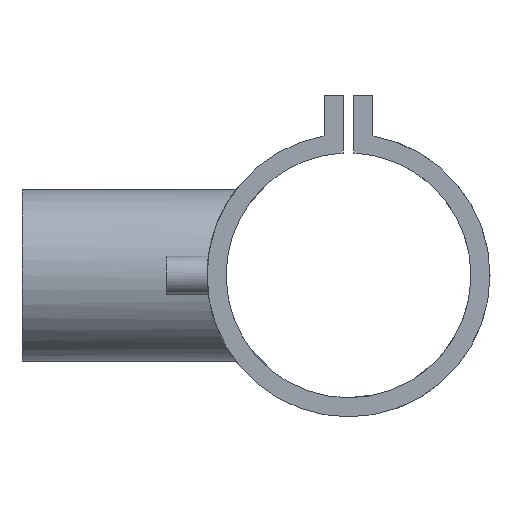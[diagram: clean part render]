
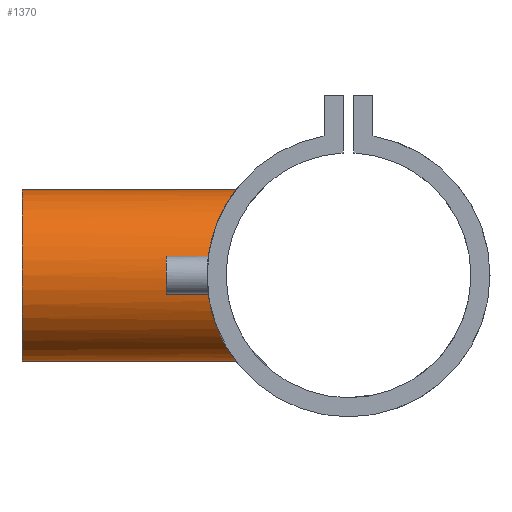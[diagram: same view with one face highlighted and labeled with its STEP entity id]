
A CAD part, left-side view. The second image highlights one B-rep face of the part: STEP entity #1370.
In plain terms, the highlighted cylindrical face has radius 31.5 mm (diameter 63 mm), a partial arc.
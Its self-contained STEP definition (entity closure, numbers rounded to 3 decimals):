
#2 = CARTESIAN_POINT ( 'NONE',  ( -28.218, 50.076, -14.151 ) ) ;
#4 = EDGE_CURVE ( 'NONE', #1707, #292, #312, .T. ) ;
#13 = CARTESIAN_POINT ( 'NONE',  ( -8.342, 42.203, -30.38 ) ) ;
#24 = CARTESIAN_POINT ( 'NONE',  ( -28.196, 50.063, 14.194 ) ) ;
#57 = AXIS2_PLACEMENT_3D ( 'NONE', #1556, #214, #620 ) ;
#83 = CARTESIAN_POINT ( 'NONE',  ( -15.87, 44.305, 27.229 ) ) ;
#95 = CARTESIAN_POINT ( 'NONE',  ( -22.939, 47.303, 21.612 ) ) ;
#113 = CARTESIAN_POINT ( 'NONE',  ( 0., 41.373, 31.5 ) ) ;
#120 = VECTOR ( 'NONE', #1377, 1000. ) ;
#123 = CARTESIAN_POINT ( 'NONE',  ( -24.901, 48.288, 19.299 ) ) ;
#132 = CARTESIAN_POINT ( 'NONE',  ( -29.941, 51.071, -9.8 ) ) ;
#150 = CARTESIAN_POINT ( 'NONE',  ( -5.275, 41.696, -31.073 ) ) ;
#161 = CARTESIAN_POINT ( 'NONE',  ( -14.132, 43.683, -28.226 ) ) ;
#169 = CARTESIAN_POINT ( 'NONE',  ( -29.401, 50.755, 11.354 ) ) ;
#177 = CARTESIAN_POINT ( 'NONE',  ( 0., 120., 31.5 ) ) ;
#189 = ORIENTED_EDGE ( 'NONE', *, *, #1437, .F. ) ;
#214 = DIRECTION ( 'NONE',  ( 0., 1., 0. ) ) ;
#258 = CARTESIAN_POINT ( 'NONE',  ( -25.511, 48.605, 18.486 ) ) ;
#270 = CARTESIAN_POINT ( 'NONE',  ( -29.76, 50.964, 10.378 ) ) ;
#280 = CARTESIAN_POINT ( 'NONE',  ( -31.501, 52.001, -0.472 ) ) ;
#289 = CARTESIAN_POINT ( 'NONE',  ( 0., 41.373, -31.5 ) ) ;
#292 = VERTEX_POINT ( 'NONE', #447 ) ;
#301 = CARTESIAN_POINT ( 'NONE',  ( -30.387, 51.333, 8.365 ) ) ;
#312 = LINE ( 'NONE', #342, #120 ) ;
#313 = CARTESIAN_POINT ( 'NONE',  ( -18.415, 45.28, -25.576 ) ) ;
#331 = ORIENTED_EDGE ( 'NONE', *, *, #888, .T. ) ;
#342 = CARTESIAN_POINT ( 'NONE',  ( 0., 0., -31.5 ) ) ;
#352 = CARTESIAN_POINT ( 'NONE',  ( 0., 0., 31.5 ) ) ;
#409 = CARTESIAN_POINT ( 'NONE',  ( -20.788, 46.297, -23.688 ) ) ;
#424 = CARTESIAN_POINT ( 'NONE',  ( -29.415, 50.764, -11.283 ) ) ;
#443 = CARTESIAN_POINT ( 'NONE',  ( -29.224, 50.654, -11.767 ) ) ;
#447 = CARTESIAN_POINT ( 'NONE',  ( 0., 120., -31.5 ) ) ;
#451 = CARTESIAN_POINT ( 'NONE',  ( -15.902, 44.297, -27.266 ) ) ;
#499 = ORIENTED_EDGE ( 'NONE', *, *, #1542, .F. ) ;
#522 = CARTESIAN_POINT ( 'NONE',  ( -27.224, 49.517, 15.975 ) ) ;
#532 = CYLINDRICAL_SURFACE ( 'NONE', #57, 31.5 ) ;
#541 = CARTESIAN_POINT ( 'NONE',  ( -11.283, 42.875, 29.428 ) ) ;
#562 = CARTESIAN_POINT ( 'NONE',  ( -24.591, 48.129, -19.692 ) ) ;
#585 = CARTESIAN_POINT ( 'NONE',  ( -10.346, 42.636, -29.771 ) ) ;
#593 = CARTESIAN_POINT ( 'NONE',  ( -22.95, 47.308, -21.6 ) ) ;
#620 = DIRECTION ( 'NONE',  ( 0., 0., 1. ) ) ;
#709 = CARTESIAN_POINT ( 'NONE',  ( -25.811, 48.764, -18.064 ) ) ;
#717 = CARTESIAN_POINT ( 'NONE',  ( -31.488, 51.993, -1.008 ) ) ;
#729 = CARTESIAN_POINT ( 'NONE',  ( -4.236, 41.576, -31.232 ) ) ;
#738 = CARTESIAN_POINT ( 'NONE',  ( -11.313, 42.883, -29.416 ) ) ;
#747 = CARTESIAN_POINT ( 'NONE',  ( -30.665, 51.498, -7.28 ) ) ;
#765 = VERTEX_POINT ( 'NONE', #177 ) ;
#813 = FACE_OUTER_BOUND ( 'NONE', #1659, .T. ) ;
#848 = CARTESIAN_POINT ( 'NONE',  ( -30.406, 51.344, -8.296 ) ) ;
#856 = CARTESIAN_POINT ( 'NONE',  ( -24.904, 48.29, -19.294 ) ) ;
#876 = CARTESIAN_POINT ( 'NONE',  ( -27.242, 49.527, -15.947 ) ) ;
#884 = CARTESIAN_POINT ( 'NONE',  ( -0.536, 41.373, -31.5 ) ) ;
#888 = EDGE_CURVE ( 'NONE', #1527, #765, #1790, .T. ) ;
#927 = DIRECTION ( 'NONE',  ( 0., 1., 0. ) ) ;
#940 = CARTESIAN_POINT ( 'NONE',  ( -2.142, 41.373, 31.5 ) ) ;
#970 = B_SPLINE_CURVE_WITH_KNOTS ( 'NONE', 3,
 ( #971, #940, #1258, #1267, #1841, #1522, #541, #1671, #1534, #83, #1404, #1395, #1562, #95, #1251, #1422, #123, #258, #1825, #522, #24, #169, #270, #301, #1711, #1150, #1015, #280, #717, #1736, #1717, #1161, #1297, #747, #848, #132, #1600, #424, #443, #2, #876, #709, #1462, #856, #562, #1327, #593, #1029, #409, #1441, #313, #451, #161, #738, #585, #1320, #13, #996, #1172, #150, #729, #985, #1749, #1614, #884, #289 ),
 .UNSPECIFIED., .F., .F.,
 ( 4, 2, 2, 2, 2, 2, 2, 2, 2, 2, 2, 2, 2, 2, 2, 2, 2, 2, 2, 2, 2, 2, 2, 2, 2, 2, 2, 2, 2, 2, 2, 2, 4 ),
 ( 0., 0.006, 0.009, 0.013, 0.016, 0.019, 0.025, 0.028, 0.03, 0.032, 0.038, 0.041, 0.044, 0.051, 0.052, 0.054, 0.057, 0.06, 0.062, 0.063, 0.069, 0.071, 0.073, 0.076, 0.079, 0.082, 0.088, 0.092, 0.093, 0.095, 0.098, 0.099, 0.101 ),
 .UNSPECIFIED. ) ;
#971 = CARTESIAN_POINT ( 'NONE',  ( 0., 41.373, 31.5 ) ) ;
#978 = DIRECTION ( 'NONE',  ( 0., 0., 1. ) ) ;
#985 = CARTESIAN_POINT ( 'NONE',  ( -2.661, 41.455, -31.392 ) ) ;
#996 = CARTESIAN_POINT ( 'NONE',  ( -7.326, 42.014, -30.641 ) ) ;
#1015 = CARTESIAN_POINT ( 'NONE',  ( -31.496, 51.998, 2.186 ) ) ;
#1029 = CARTESIAN_POINT ( 'NONE',  ( -21.531, 46.636, -23.015 ) ) ;
#1066 = ORIENTED_EDGE ( 'NONE', *, *, #4, .F. ) ;
#1150 = CARTESIAN_POINT ( 'NONE',  ( -31.279, 51.865, 4.274 ) ) ;
#1161 = CARTESIAN_POINT ( 'NONE',  ( -31.239, 51.842, -4.184 ) ) ;
#1172 = CARTESIAN_POINT ( 'NONE',  ( -6.816, 41.928, -30.758 ) ) ;
#1251 = CARTESIAN_POINT ( 'NONE',  ( -23.617, 47.636, 20.869 ) ) ;
#1258 = CARTESIAN_POINT ( 'NONE',  ( -4.233, 41.54, 31.284 ) ) ;
#1267 = CARTESIAN_POINT ( 'NONE',  ( -7.302, 42., 30.66 ) ) ;
#1297 = CARTESIAN_POINT ( 'NONE',  ( -31.081, 51.747, -5.225 ) ) ;
#1305 = CIRCLE ( 'NONE', #1840, 31.5 ) ;
#1320 = CARTESIAN_POINT ( 'NONE',  ( -8.849, 42.306, -30.236 ) ) ;
#1327 = CARTESIAN_POINT ( 'NONE',  ( -23.626, 47.641, -20.858 ) ) ;
#1370 = ADVANCED_FACE ( 'NONE', ( #813 ), #532, .T. ) ;
#1377 = DIRECTION ( 'NONE',  ( 0., 1., 0. ) ) ;
#1395 = CARTESIAN_POINT ( 'NONE',  ( -19.265, 45.613, 25.004 ) ) ;
#1404 = CARTESIAN_POINT ( 'NONE',  ( -16.738, 44.624, 26.704 ) ) ;
#1422 = CARTESIAN_POINT ( 'NONE',  ( -24.586, 48.126, 19.699 ) ) ;
#1437 = EDGE_CURVE ( 'NONE', #292, #765, #1305, .T. ) ;
#1441 = CARTESIAN_POINT ( 'NONE',  ( -19.232, 45.619, -24.968 ) ) ;
#1457 = VECTOR ( 'NONE', #927, 1000. ) ;
#1462 = CARTESIAN_POINT ( 'NONE',  ( -25.514, 48.607, -18.481 ) ) ;
#1522 = CARTESIAN_POINT ( 'NONE',  ( -10.313, 42.628, 29.782 ) ) ;
#1527 = VERTEX_POINT ( 'NONE', #113 ) ;
#1534 = CARTESIAN_POINT ( 'NONE',  ( -14.086, 43.697, 28.193 ) ) ;
#1542 = EDGE_CURVE ( 'NONE', #1527, #1707, #970, .T. ) ;
#1543 = CARTESIAN_POINT ( 'NONE',  ( 0., 120., 0. ) ) ;
#1556 = CARTESIAN_POINT ( 'NONE',  ( 0., 0., 0. ) ) ;
#1562 = CARTESIAN_POINT ( 'NONE',  ( -20.81, 46.295, 23.732 ) ) ;
#1600 = CARTESIAN_POINT ( 'NONE',  ( -29.773, 50.972, -10.3 ) ) ;
#1614 = CARTESIAN_POINT ( 'NONE',  ( -1.071, 41.384, -31.486 ) ) ;
#1657 = CARTESIAN_POINT ( 'NONE',  ( 0., 41.373, -31.5 ) ) ;
#1659 = EDGE_LOOP ( 'NONE', ( #1066, #499, #331, #189 ) ) ;
#1671 = CARTESIAN_POINT ( 'NONE',  ( -13.169, 43.409, 28.633 ) ) ;
#1707 = VERTEX_POINT ( 'NONE', #1657 ) ;
#1711 = CARTESIAN_POINT ( 'NONE',  ( -30.649, 51.488, 7.349 ) ) ;
#1717 = CARTESIAN_POINT ( 'NONE',  ( -31.397, 51.937, -2.604 ) ) ;
#1736 = CARTESIAN_POINT ( 'NONE',  ( -31.436, 51.961, -2.074 ) ) ;
#1749 = CARTESIAN_POINT ( 'NONE',  ( -2.133, 41.425, -31.432 ) ) ;
#1790 = LINE ( 'NONE', #352, #1457 ) ;
#1825 = CARTESIAN_POINT ( 'NONE',  ( -25.805, 48.76, 18.073 ) ) ;
#1833 = DIRECTION ( 'NONE',  ( 0., 1., 0. ) ) ;
#1840 = AXIS2_PLACEMENT_3D ( 'NONE', #1543, #1833, #978 ) ;
#1841 = CARTESIAN_POINT ( 'NONE',  ( -8.313, 42.189, 30.401 ) ) ;
